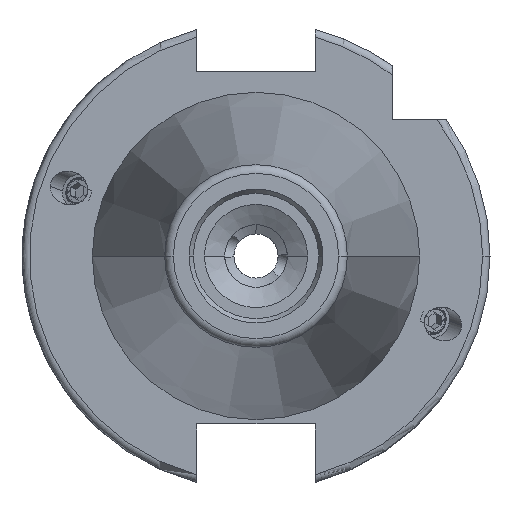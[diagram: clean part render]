
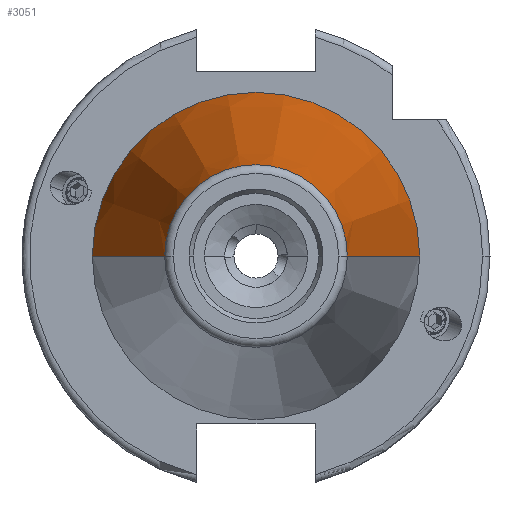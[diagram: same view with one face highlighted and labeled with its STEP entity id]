
A CAD part, left-side view. The second image highlights one B-rep face of the part: STEP entity #3051.
In plain terms, the highlighted conical face has half-angle 8.297 degrees and reference radius 22.225 mm.
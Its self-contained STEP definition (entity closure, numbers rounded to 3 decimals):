
#429 = CARTESIAN_POINT ( 'NONE',  ( 0., 0., 0. ) ) ;
#487 = DIRECTION ( 'NONE',  ( 0., 1., 0. ) ) ;
#755 = VERTEX_POINT ( 'NONE', #1072 ) ;
#778 = ORIENTED_EDGE ( 'NONE', *, *, #2516, .F. ) ;
#1072 = CARTESIAN_POINT ( 'NONE',  ( -67.373, 12.4, 0. ) ) ;
#1099 = VECTOR ( 'NONE', #3360, 1000. ) ;
#1285 = AXIS2_PLACEMENT_3D ( 'NONE', #4978, #2151, #3594 ) ;
#1305 = CARTESIAN_POINT ( 'NONE',  ( -67.373, 0., 0. ) ) ;
#1612 = CIRCLE ( 'NONE', #5427, 12.4 ) ;
#1618 = CARTESIAN_POINT ( 'NONE',  ( 0., 22.225, 0. ) ) ;
#1709 = DIRECTION ( 'NONE',  ( 0., -1., 0. ) ) ;
#1811 = EDGE_CURVE ( 'NONE', #5667, #755, #1612, .T. ) ;
#1851 = CARTESIAN_POINT ( 'NONE',  ( 0., -22.225, 0. ) ) ;
#1991 = CARTESIAN_POINT ( 'NONE',  ( -67.373, -12.4, 0. ) ) ;
#2013 = CONICAL_SURFACE ( 'NONE', #5521, 22.225, 0.145 ) ;
#2151 = DIRECTION ( 'NONE',  ( -1., 0., 0. ) ) ;
#2188 = ORIENTED_EDGE ( 'NONE', *, *, #1811, .F. ) ;
#2307 = ORIENTED_EDGE ( 'NONE', *, *, #5233, .T. ) ;
#2382 = VERTEX_POINT ( 'NONE', #2805 ) ;
#2516 = EDGE_CURVE ( 'NONE', #755, #2382, #4920, .T. ) ;
#2805 = CARTESIAN_POINT ( 'NONE',  ( 0., 22.225, 0. ) ) ;
#3002 = EDGE_CURVE ( 'NONE', #5667, #3309, #5225, .T. ) ;
#3051 = ADVANCED_FACE ( 'NONE', ( #5160 ), #2013, .T. ) ;
#3125 = ORIENTED_EDGE ( 'NONE', *, *, #3002, .T. ) ;
#3309 = VERTEX_POINT ( 'NONE', #4183 ) ;
#3360 = DIRECTION ( 'NONE',  ( 0.99, -0.144, 0. ) ) ;
#3594 = DIRECTION ( 'NONE',  ( 0., -1., 0. ) ) ;
#4019 = VECTOR ( 'NONE', #5520, 1000. ) ;
#4183 = CARTESIAN_POINT ( 'NONE',  ( 0., -22.225, 0. ) ) ;
#4283 = EDGE_LOOP ( 'NONE', ( #2188, #3125, #2307, #778 ) ) ;
#4309 = CIRCLE ( 'NONE', #1285, 22.225 ) ;
#4920 = LINE ( 'NONE', #1618, #4019 ) ;
#4978 = CARTESIAN_POINT ( 'NONE',  ( 0., 0., 0. ) ) ;
#5160 = FACE_OUTER_BOUND ( 'NONE', #4283, .T. ) ;
#5225 = LINE ( 'NONE', #1851, #1099 ) ;
#5233 = EDGE_CURVE ( 'NONE', #3309, #2382, #4309, .T. ) ;
#5427 = AXIS2_PLACEMENT_3D ( 'NONE', #1305, #6119, #1709 ) ;
#5520 = DIRECTION ( 'NONE',  ( 0.99, 0.144, 0. ) ) ;
#5521 = AXIS2_PLACEMENT_3D ( 'NONE', #429, #5724, #487 ) ;
#5667 = VERTEX_POINT ( 'NONE', #1991 ) ;
#5724 = DIRECTION ( 'NONE',  ( 1., 0., 0. ) ) ;
#6119 = DIRECTION ( 'NONE',  ( -1., 0., 0. ) ) ;
